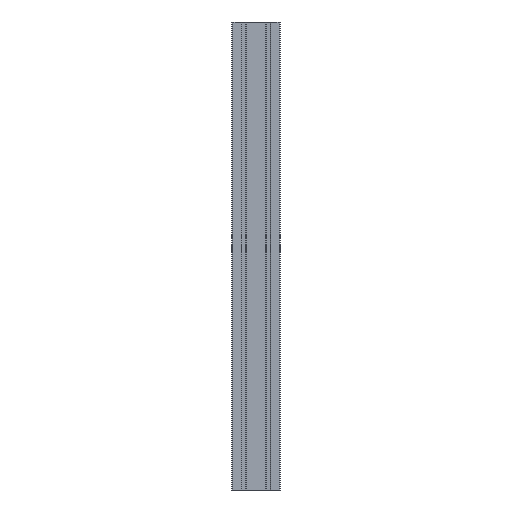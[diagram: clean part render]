
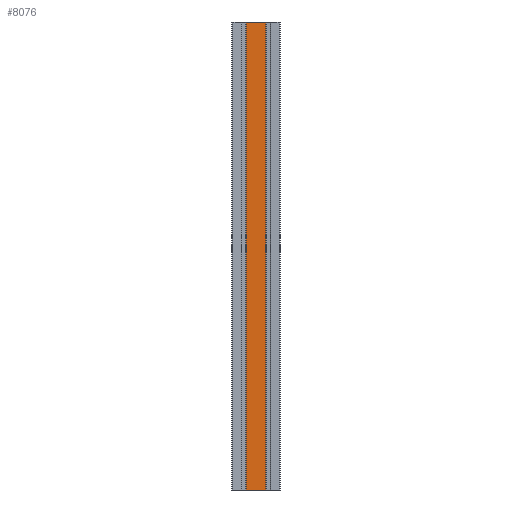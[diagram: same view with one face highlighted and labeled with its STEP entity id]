
A CAD part, left-side view. The second image highlights one B-rep face of the part: STEP entity #8076.
In plain terms, the highlighted planar face has unit normal (-1, 0, 0).
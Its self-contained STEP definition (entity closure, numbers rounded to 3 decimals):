
#44 = PLANE('',#45);
#45 = AXIS2_PLACEMENT_3D('',#46,#47,#48);
#46 = CARTESIAN_POINT('',(1618.24,-342.02,-50.));
#47 = DIRECTION('',(0.,0.,1.));
#48 = DIRECTION('',(1.,0.,0.));
#100 = PLANE('',#101);
#101 = AXIS2_PLACEMENT_3D('',#102,#103,#104);
#102 = CARTESIAN_POINT('',(1618.24,-342.02,-911.));
#103 = DIRECTION('',(0.,0.,1.));
#104 = DIRECTION('',(0.,-1.,0.));
#3545 = VERTEX_POINT('',#3546);
#3546 = CARTESIAN_POINT('',(1523.,-363.1,-50.));
#3565 = CYLINDRICAL_SURFACE('',#3566,0.3);
#3566 = AXIS2_PLACEMENT_3D('',#3567,#3568,#3569);
#3567 = CARTESIAN_POINT('',(1523.3,-363.1,-920.5));
#3568 = DIRECTION('',(0.,0.,-1.));
#3569 = DIRECTION('',(-1.,0.,0.));
#3577 = EDGE_CURVE('',#3578,#3545,#3580,.T.);
#3578 = VERTEX_POINT('',#3579);
#3579 = CARTESIAN_POINT('',(1523.,-326.9,-50.));
#3580 = SURFACE_CURVE('',#3581,(#3585,#3592),.PCURVE_S1.);
#3581 = LINE('',#3582,#3583);
#3582 = CARTESIAN_POINT('',(1523.,-326.9,-50.));
#3583 = VECTOR('',#3584,1.);
#3584 = DIRECTION('',(0.,-1.,0.));
#3585 = PCURVE('',#44,#3586);
#3586 = DEFINITIONAL_REPRESENTATION('',(#3587),#3591);
#3587 = LINE('',#3588,#3589);
#3588 = CARTESIAN_POINT('',(-95.24,15.12));
#3589 = VECTOR('',#3590,1.);
#3590 = DIRECTION('',(0.,-1.));
#3591 = ( GEOMETRIC_REPRESENTATION_CONTEXT(2) 
PARAMETRIC_REPRESENTATION_CONTEXT() REPRESENTATION_CONTEXT('2D SPACE',''
  ) );
#3592 = PCURVE('',#3593,#3598);
#3593 = PLANE('',#3594);
#3594 = AXIS2_PLACEMENT_3D('',#3595,#3596,#3597);
#3595 = CARTESIAN_POINT('',(1523.,-387.5,-920.5));
#3596 = DIRECTION('',(-1.,0.,0.));
#3597 = DIRECTION('',(0.,-1.,0.));
#3598 = DEFINITIONAL_REPRESENTATION('',(#3599),#3603);
#3599 = LINE('',#3600,#3601);
#3600 = CARTESIAN_POINT('',(-60.6,870.5));
#3601 = VECTOR('',#3602,1.);
#3602 = DIRECTION('',(1.,0.));
#3603 = ( GEOMETRIC_REPRESENTATION_CONTEXT(2) 
PARAMETRIC_REPRESENTATION_CONTEXT() REPRESENTATION_CONTEXT('2D SPACE',''
  ) );
#3626 = CYLINDRICAL_SURFACE('',#3627,0.3);
#3627 = AXIS2_PLACEMENT_3D('',#3628,#3629,#3630);
#3628 = CARTESIAN_POINT('',(1523.3,-326.9,-920.5));
#3629 = DIRECTION('',(0.,0.,-1.));
#3630 = DIRECTION('',(0.,1.,0.));
#4678 = VERTEX_POINT('',#4679);
#4679 = CARTESIAN_POINT('',(1523.,-326.9,-911.));
#4705 = EDGE_CURVE('',#4678,#4706,#4708,.T.);
#4706 = VERTEX_POINT('',#4707);
#4707 = CARTESIAN_POINT('',(1523.,-363.1,-911.));
#4708 = SURFACE_CURVE('',#4709,(#4713,#4720),.PCURVE_S1.);
#4709 = LINE('',#4710,#4711);
#4710 = CARTESIAN_POINT('',(1523.,-326.9,-911.));
#4711 = VECTOR('',#4712,1.);
#4712 = DIRECTION('',(0.,-1.,0.));
#4713 = PCURVE('',#100,#4714);
#4714 = DEFINITIONAL_REPRESENTATION('',(#4715),#4719);
#4715 = LINE('',#4716,#4717);
#4716 = CARTESIAN_POINT('',(-15.12,-95.24));
#4717 = VECTOR('',#4718,1.);
#4718 = DIRECTION('',(1.,0.));
#4719 = ( GEOMETRIC_REPRESENTATION_CONTEXT(2) 
PARAMETRIC_REPRESENTATION_CONTEXT() REPRESENTATION_CONTEXT('2D SPACE',''
  ) );
#4720 = PCURVE('',#3593,#4721);
#4721 = DEFINITIONAL_REPRESENTATION('',(#4722),#4726);
#4722 = LINE('',#4723,#4724);
#4723 = CARTESIAN_POINT('',(-60.6,9.5));
#4724 = VECTOR('',#4725,1.);
#4725 = DIRECTION('',(1.,0.));
#4726 = ( GEOMETRIC_REPRESENTATION_CONTEXT(2) 
PARAMETRIC_REPRESENTATION_CONTEXT() REPRESENTATION_CONTEXT('2D SPACE',''
  ) );
#8055 = EDGE_CURVE('',#4678,#3578,#8056,.T.);
#8056 = SURFACE_CURVE('',#8057,(#8061,#8068),.PCURVE_S1.);
#8057 = LINE('',#8058,#8059);
#8058 = CARTESIAN_POINT('',(1523.,-326.9,-911.));
#8059 = VECTOR('',#8060,1.);
#8060 = DIRECTION('',(0.,0.,1.));
#8061 = PCURVE('',#3626,#8062);
#8062 = DEFINITIONAL_REPRESENTATION('',(#8063),#8067);
#8063 = LINE('',#8064,#8065);
#8064 = CARTESIAN_POINT('',(4.712,-9.5));
#8065 = VECTOR('',#8066,1.);
#8066 = DIRECTION('',(0.,-1.));
#8067 = ( GEOMETRIC_REPRESENTATION_CONTEXT(2) 
PARAMETRIC_REPRESENTATION_CONTEXT() REPRESENTATION_CONTEXT('2D SPACE',''
  ) );
#8068 = PCURVE('',#3593,#8069);
#8069 = DEFINITIONAL_REPRESENTATION('',(#8070),#8074);
#8070 = LINE('',#8071,#8072);
#8071 = CARTESIAN_POINT('',(-60.6,9.5));
#8072 = VECTOR('',#8073,1.);
#8073 = DIRECTION('',(0.,1.));
#8074 = ( GEOMETRIC_REPRESENTATION_CONTEXT(2) 
PARAMETRIC_REPRESENTATION_CONTEXT() REPRESENTATION_CONTEXT('2D SPACE',''
  ) );
#8076 = ADVANCED_FACE('',(#8077),#3593,.T.);
#8077 = FACE_BOUND('',#8078,.F.);
#8078 = EDGE_LOOP('',(#8079,#8080,#8101,#8102));
#8079 = ORIENTED_EDGE('',*,*,#3577,.T.);
#8080 = ORIENTED_EDGE('',*,*,#8081,.T.);
#8081 = EDGE_CURVE('',#3545,#4706,#8082,.T.);
#8082 = SURFACE_CURVE('',#8083,(#8087,#8094),.PCURVE_S1.);
#8083 = LINE('',#8084,#8085);
#8084 = CARTESIAN_POINT('',(1523.,-363.1,-50.));
#8085 = VECTOR('',#8086,1.);
#8086 = DIRECTION('',(0.,0.,-1.));
#8087 = PCURVE('',#3593,#8088);
#8088 = DEFINITIONAL_REPRESENTATION('',(#8089),#8093);
#8089 = LINE('',#8090,#8091);
#8090 = CARTESIAN_POINT('',(-24.4,870.5));
#8091 = VECTOR('',#8092,1.);
#8092 = DIRECTION('',(0.,-1.));
#8093 = ( GEOMETRIC_REPRESENTATION_CONTEXT(2) 
PARAMETRIC_REPRESENTATION_CONTEXT() REPRESENTATION_CONTEXT('2D SPACE',''
  ) );
#8094 = PCURVE('',#3565,#8095);
#8095 = DEFINITIONAL_REPRESENTATION('',(#8096),#8100);
#8096 = LINE('',#8097,#8098);
#8097 = CARTESIAN_POINT('',(6.283,-870.5));
#8098 = VECTOR('',#8099,1.);
#8099 = DIRECTION('',(0.,1.));
#8100 = ( GEOMETRIC_REPRESENTATION_CONTEXT(2) 
PARAMETRIC_REPRESENTATION_CONTEXT() REPRESENTATION_CONTEXT('2D SPACE',''
  ) );
#8101 = ORIENTED_EDGE('',*,*,#4705,.F.);
#8102 = ORIENTED_EDGE('',*,*,#8055,.T.);
